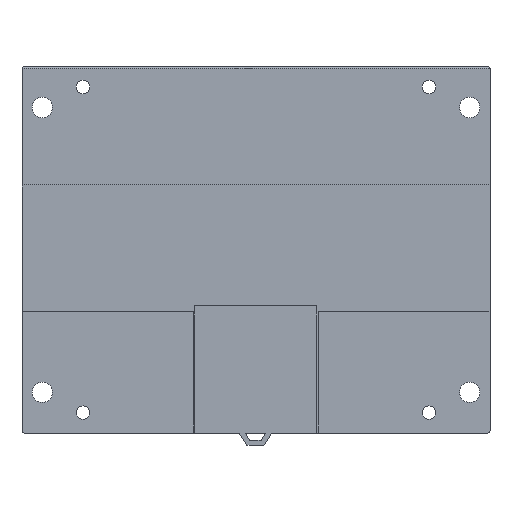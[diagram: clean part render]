
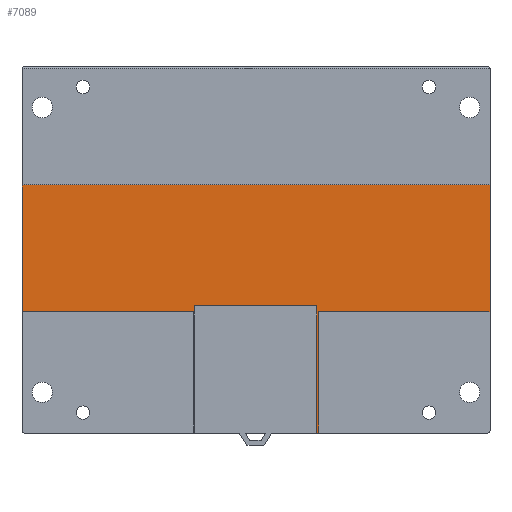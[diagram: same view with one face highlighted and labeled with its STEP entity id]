
A CAD part, front view. The second image highlights one B-rep face of the part: STEP entity #7089.
In plain terms, the highlighted planar face has unit normal (0, -1, 0).
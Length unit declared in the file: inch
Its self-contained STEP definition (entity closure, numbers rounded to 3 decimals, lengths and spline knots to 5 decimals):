
#182 = CARTESIAN_POINT ( 'NONE',  ( 0.60837, 0.1, -0.59675 ) ) ;
#331 = VERTEX_POINT ( 'NONE', #8660 ) ;
#369 = ORIENTED_EDGE ( 'NONE', *, *, #7421, .T. ) ;
#583 = ORIENTED_EDGE ( 'NONE', *, *, #8273, .T. ) ;
#864 = ORIENTED_EDGE ( 'NONE', *, *, #6536, .T. ) ;
#1075 = VECTOR ( 'NONE', #12902, 39.37008 ) ;
#1150 = CARTESIAN_POINT ( 'NONE',  ( -2.26378, 0.1, 0.6279 ) ) ;
#1260 = DIRECTION ( 'NONE',  ( 0., 0., 1. ) ) ;
#1407 = LINE ( 'NONE', #8489, #12831 ) ;
#1476 = LINE ( 'NONE', #7399, #14070 ) ;
#1537 = EDGE_CURVE ( 'NONE', #5124, #331, #9566, .T. ) ;
#1743 = AXIS2_PLACEMENT_3D ( 'NONE', #2737, #6835, #17313 ) ;
#1841 = VERTEX_POINT ( 'NONE', #10834 ) ;
#2737 = CARTESIAN_POINT ( 'NONE',  ( 0., 0.1, 0. ) ) ;
#2897 = EDGE_CURVE ( 'NONE', #5152, #1841, #9190, .T. ) ;
#3520 = DIRECTION ( 'NONE',  ( 1., 0., 0. ) ) ;
#3677 = DIRECTION ( 'NONE',  ( 1., 0., 0. ) ) ;
#3812 = PLANE ( 'NONE',  #1743 ) ;
#4787 = VECTOR ( 'NONE', #3677, 39.37008 ) ;
#5124 = VERTEX_POINT ( 'NONE', #18738 ) ;
#5152 = VERTEX_POINT ( 'NONE', #182 ) ;
#5269 = CARTESIAN_POINT ( 'NONE',  ( -0.60413, 0.1, -0.59675 ) ) ;
#5862 = DIRECTION ( 'NONE',  ( 0., 0., 1. ) ) ;
#5972 = VERTEX_POINT ( 'NONE', #12647 ) ;
#6536 = EDGE_CURVE ( 'NONE', #18972, #5152, #1476, .T. ) ;
#6811 = LINE ( 'NONE', #5269, #16866 ) ;
#6835 = DIRECTION ( 'NONE',  ( 0., 1., 0. ) ) ;
#7089 = ADVANCED_FACE ( 'NONE', ( #8683 ), #3812, .F. ) ;
#7399 = CARTESIAN_POINT ( 'NONE',  ( 0.60837, 0.1, -1.77165 ) ) ;
#7421 = EDGE_CURVE ( 'NONE', #331, #5972, #6811, .T. ) ;
#7728 = VERTEX_POINT ( 'NONE', #1150 ) ;
#7879 = ORIENTED_EDGE ( 'NONE', *, *, #17261, .T. ) ;
#8273 = EDGE_CURVE ( 'NONE', #7728, #5124, #18517, .T. ) ;
#8463 = VECTOR ( 'NONE', #3520, 39.37008 ) ;
#8489 = CARTESIAN_POINT ( 'NONE',  ( 2.26378, 0.1, 0.6279 ) ) ;
#8660 = CARTESIAN_POINT ( 'NONE',  ( -0.60413, 0.1, -0.59675 ) ) ;
#8683 = FACE_OUTER_BOUND ( 'NONE', #9193, .T. ) ;
#9190 = LINE ( 'NONE', #15027, #4787 ) ;
#9193 = EDGE_LOOP ( 'NONE', ( #10688, #583, #18911, #369, #9890, #864, #18260, #7879 ) ) ;
#9566 = LINE ( 'NONE', #10912, #8463 ) ;
#9890 = ORIENTED_EDGE ( 'NONE', *, *, #19037, .T. ) ;
#9995 = DIRECTION ( 'NONE',  ( 0., 0., -1. ) ) ;
#10048 = VERTEX_POINT ( 'NONE', #16389 ) ;
#10688 = ORIENTED_EDGE ( 'NONE', *, *, #13949, .T. ) ;
#10834 = CARTESIAN_POINT ( 'NONE',  ( 2.26378, 0.1, -0.59675 ) ) ;
#10912 = CARTESIAN_POINT ( 'NONE',  ( -2.26378, 0.1, -0.59675 ) ) ;
#11294 = CARTESIAN_POINT ( 'NONE',  ( -0.60413, 0.1, 0.6279 ) ) ;
#11475 = DIRECTION ( 'NONE',  ( 0., 0., -1. ) ) ;
#12647 = CARTESIAN_POINT ( 'NONE',  ( -0.60413, 0.1, -1.77165 ) ) ;
#12801 = LINE ( 'NONE', #17483, #1075 ) ;
#12831 = VECTOR ( 'NONE', #5862, 39.37008 ) ;
#12902 = DIRECTION ( 'NONE',  ( 1., 0., 0. ) ) ;
#13949 = EDGE_CURVE ( 'NONE', #10048, #7728, #14227, .T. ) ;
#14070 = VECTOR ( 'NONE', #1260, 39.37008 ) ;
#14227 = LINE ( 'NONE', #11294, #18880 ) ;
#15027 = CARTESIAN_POINT ( 'NONE',  ( 0.60837, 0.1, -0.59675 ) ) ;
#16389 = CARTESIAN_POINT ( 'NONE',  ( 2.26378, 0.1, 0.6279 ) ) ;
#16866 = VECTOR ( 'NONE', #11475, 39.37008 ) ;
#17007 = VECTOR ( 'NONE', #9995, 39.37008 ) ;
#17132 = DIRECTION ( 'NONE',  ( -1., 0., 0. ) ) ;
#17176 = CARTESIAN_POINT ( 'NONE',  ( -2.26378, 0.1, 0.6279 ) ) ;
#17261 = EDGE_CURVE ( 'NONE', #1841, #10048, #1407, .T. ) ;
#17313 = DIRECTION ( 'NONE',  ( 0., 0., 1. ) ) ;
#17483 = CARTESIAN_POINT ( 'NONE',  ( -0.60413, 0.1, -1.77165 ) ) ;
#18260 = ORIENTED_EDGE ( 'NONE', *, *, #2897, .T. ) ;
#18517 = LINE ( 'NONE', #17176, #17007 ) ;
#18734 = CARTESIAN_POINT ( 'NONE',  ( 0.60837, 0.1, -1.77165 ) ) ;
#18738 = CARTESIAN_POINT ( 'NONE',  ( -2.26378, 0.1, -0.59675 ) ) ;
#18880 = VECTOR ( 'NONE', #17132, 39.37008 ) ;
#18911 = ORIENTED_EDGE ( 'NONE', *, *, #1537, .T. ) ;
#18972 = VERTEX_POINT ( 'NONE', #18734 ) ;
#19037 = EDGE_CURVE ( 'NONE', #5972, #18972, #12801, .T. ) ;
